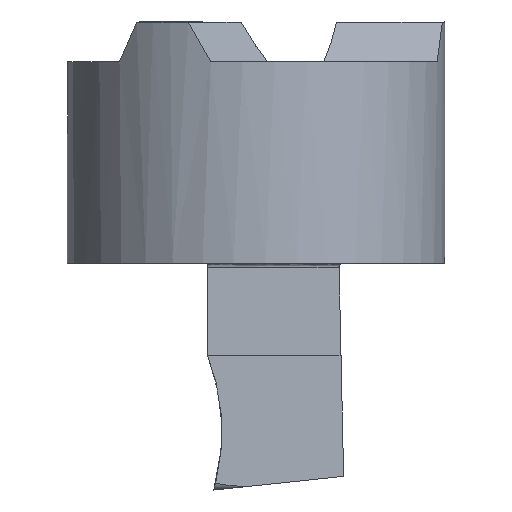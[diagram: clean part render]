
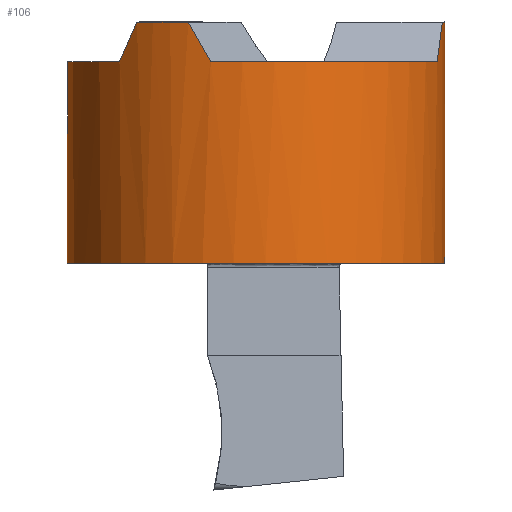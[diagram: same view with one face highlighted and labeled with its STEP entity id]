
A CAD part, left-side view. The second image highlights one B-rep face of the part: STEP entity #106.
In plain terms, the highlighted cylindrical face has radius 4.5 mm (diameter 9 mm), a partial arc.
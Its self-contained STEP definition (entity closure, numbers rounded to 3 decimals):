
#57=CIRCLE('',#838,4.5);
#59=CIRCLE('',#841,4.5);
#63=CIRCLE('',#847,4.5);
#65=CIRCLE('',#851,4.5);
#66=CIRCLE('',#852,4.5);
#67=CIRCLE('',#853,4.5);
#76=CYLINDRICAL_SURFACE('',#854,4.5);
#106=ADVANCED_FACE('',(#172),#76,.T.);
#172=FACE_OUTER_BOUND('',#212,.T.);
#212=EDGE_LOOP('',(#324,#325,#326,#327,#328,#329,#330,#331,#332,#333,#334,
#335));
#324=ORIENTED_EDGE('',*,*,#594,.F.);
#325=ORIENTED_EDGE('',*,*,#596,.T.);
#326=ORIENTED_EDGE('',*,*,#574,.T.);
#327=ORIENTED_EDGE('',*,*,#597,.T.);
#328=ORIENTED_EDGE('',*,*,#598,.T.);
#329=ORIENTED_EDGE('',*,*,#599,.T.);
#330=ORIENTED_EDGE('',*,*,#600,.T.);
#331=ORIENTED_EDGE('',*,*,#582,.T.);
#332=ORIENTED_EDGE('',*,*,#601,.T.);
#333=ORIENTED_EDGE('',*,*,#591,.T.);
#334=ORIENTED_EDGE('',*,*,#602,.T.);
#335=ORIENTED_EDGE('',*,*,#578,.T.);
#491=VERTEX_POINT('',#1256);
#494=VERTEX_POINT('',#1262);
#498=VERTEX_POINT('',#1271);
#499=VERTEX_POINT('',#1273);
#502=VERTEX_POINT('',#1280);
#503=VERTEX_POINT('',#1282);
#508=VERTEX_POINT('',#1297);
#509=VERTEX_POINT('',#1299);
#510=VERTEX_POINT('',#1303);
#511=VERTEX_POINT('',#1312);
#512=VERTEX_POINT('',#1317);
#513=VERTEX_POINT('',#1319);
#574=EDGE_CURVE('',#491,#494,#666,.T.);
#578=EDGE_CURVE('',#499,#498,#57,.T.);
#582=EDGE_CURVE('',#503,#502,#59,.T.);
#591=EDGE_CURVE('',#509,#508,#63,.T.);
#594=EDGE_CURVE('',#510,#498,#676,.T.);
#596=EDGE_CURVE('',#510,#491,#65,.T.);
#597=EDGE_CURVE('',#494,#511,#66,.T.);
#598=EDGE_CURVE('',#511,#512,#762,.T.);
#599=EDGE_CURVE('',#512,#513,#67,.T.);
#600=EDGE_CURVE('',#513,#503,#763,.T.);
#601=EDGE_CURVE('',#502,#509,#764,.T.);
#602=EDGE_CURVE('',#508,#499,#765,.T.);
#666=LINE('',#1263,#721);
#676=LINE('',#1304,#731);
#721=VECTOR('',#954,1.);
#731=VECTOR('',#994,1.);
#762=(
BOUNDED_CURVE()
B_SPLINE_CURVE(3,(#1313,#1314,#1315,#1316),.UNSPECIFIED.,.F.,.F.)
B_SPLINE_CURVE_WITH_KNOTS((4,4),(0.,1.),.UNSPECIFIED.)
CURVE()
GEOMETRIC_REPRESENTATION_ITEM()
RATIONAL_B_SPLINE_CURVE((1.,0.999,0.999,1.))
REPRESENTATION_ITEM('')
);
#763=(
BOUNDED_CURVE()
B_SPLINE_CURVE(3,(#1320,#1321,#1322,#1323),.UNSPECIFIED.,.F.,.F.)
B_SPLINE_CURVE_WITH_KNOTS((4,4),(0.,1.),.UNSPECIFIED.)
CURVE()
GEOMETRIC_REPRESENTATION_ITEM()
RATIONAL_B_SPLINE_CURVE((1.,0.999,0.999,1.))
REPRESENTATION_ITEM('')
);
#764=(
BOUNDED_CURVE()
B_SPLINE_CURVE(3,(#1324,#1325,#1326,#1327),.UNSPECIFIED.,.F.,.F.)
B_SPLINE_CURVE_WITH_KNOTS((4,4),(0.,1.),.UNSPECIFIED.)
CURVE()
GEOMETRIC_REPRESENTATION_ITEM()
RATIONAL_B_SPLINE_CURVE((1.,0.999,0.999,1.))
REPRESENTATION_ITEM('')
);
#765=(
BOUNDED_CURVE()
B_SPLINE_CURVE(3,(#1328,#1329,#1330,#1331),.UNSPECIFIED.,.F.,.F.)
B_SPLINE_CURVE_WITH_KNOTS((4,4),(0.,1.),.UNSPECIFIED.)
CURVE()
GEOMETRIC_REPRESENTATION_ITEM()
RATIONAL_B_SPLINE_CURVE((1.,0.999,0.999,1.))
REPRESENTATION_ITEM('')
);
#838=AXIS2_PLACEMENT_3D('',#1272,#962,#963);
#841=AXIS2_PLACEMENT_3D('',#1281,#970,#971);
#847=AXIS2_PLACEMENT_3D('',#1298,#987,#988);
#851=AXIS2_PLACEMENT_3D('',#1310,#997,#998);
#852=AXIS2_PLACEMENT_3D('',#1311,#999,#1000);
#853=AXIS2_PLACEMENT_3D('',#1318,#1001,#1002);
#854=AXIS2_PLACEMENT_3D('',#1332,#1003,#1004);
#954=DIRECTION('',(0.,0.,1.));
#962=DIRECTION('',(0.,0.,-1.));
#963=DIRECTION('',(1.,0.,0.));
#970=DIRECTION('',(0.,0.,-1.));
#971=DIRECTION('',(1.,0.,0.));
#987=DIRECTION('',(0.,0.,-1.));
#988=DIRECTION('',(1.,0.,0.));
#994=DIRECTION('',(0.,0.,1.));
#997=DIRECTION('',(0.,0.,1.));
#998=DIRECTION('',(-1.,0.,0.));
#999=DIRECTION('',(0.,0.,-1.));
#1000=DIRECTION('',(1.,0.,0.));
#1001=DIRECTION('',(0.,0.,-1.));
#1002=DIRECTION('',(1.,0.,0.));
#1003=DIRECTION('',(0.,0.,1.));
#1004=DIRECTION('',(1.,0.,0.));
#1256=CARTESIAN_POINT('',(0.,-4.5,-4.8));
#1262=CARTESIAN_POINT('',(0.,-4.5,0.95));
#1263=CARTESIAN_POINT('',(0.,-4.5,-10.3));
#1271=CARTESIAN_POINT('',(3.553,2.762,0.95));
#1272=CARTESIAN_POINT('',(0.,0.,0.95));
#1273=CARTESIAN_POINT('',(3.493,2.837,0.95));
#1280=CARTESIAN_POINT('',(-3.493,2.837,0.95));
#1281=CARTESIAN_POINT('',(0.,0.,0.95));
#1282=CARTESIAN_POINT('',(-4.203,1.607,0.95));
#1297=CARTESIAN_POINT('',(3.115,3.248,0.));
#1298=CARTESIAN_POINT('',(0.,0.,0.));
#1299=CARTESIAN_POINT('',(-3.115,3.248,0.));
#1303=CARTESIAN_POINT('',(3.553,2.762,-4.8));
#1304=CARTESIAN_POINT('',(3.553,2.762,-10.3));
#1310=CARTESIAN_POINT('',(0.,0.,-4.8));
#1311=CARTESIAN_POINT('',(0.,0.,0.95));
#1312=CARTESIAN_POINT('',(-0.71,-4.444,0.95));
#1313=CARTESIAN_POINT('',(-0.71,-4.444,0.95));
#1314=CARTESIAN_POINT('',(-0.894,-4.414,0.629));
#1315=CARTESIAN_POINT('',(-1.076,-4.373,0.312));
#1316=CARTESIAN_POINT('',(-1.255,-4.321,0.));
#1317=CARTESIAN_POINT('',(-1.255,-4.321,0.));
#1318=CARTESIAN_POINT('',(0.,0.,0.));
#1319=CARTESIAN_POINT('',(-4.37,1.074,0.));
#1320=CARTESIAN_POINT('',(-4.37,1.074,0.));
#1321=CARTESIAN_POINT('',(-4.326,1.255,0.312));
#1322=CARTESIAN_POINT('',(-4.27,1.433,0.629));
#1323=CARTESIAN_POINT('',(-4.203,1.607,0.95));
#1324=CARTESIAN_POINT('',(-3.493,2.837,0.95));
#1325=CARTESIAN_POINT('',(-3.376,2.981,0.629));
#1326=CARTESIAN_POINT('',(-3.25,3.119,0.312));
#1327=CARTESIAN_POINT('',(-3.115,3.248,0.));
#1328=CARTESIAN_POINT('',(3.115,3.248,0.));
#1329=CARTESIAN_POINT('',(3.25,3.119,0.312));
#1330=CARTESIAN_POINT('',(3.376,2.981,0.629));
#1331=CARTESIAN_POINT('',(3.493,2.837,0.95));
#1332=CARTESIAN_POINT('',(0.,0.,-10.3));
